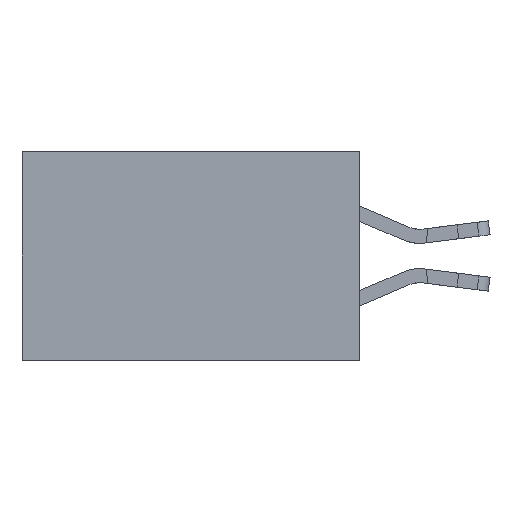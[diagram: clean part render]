
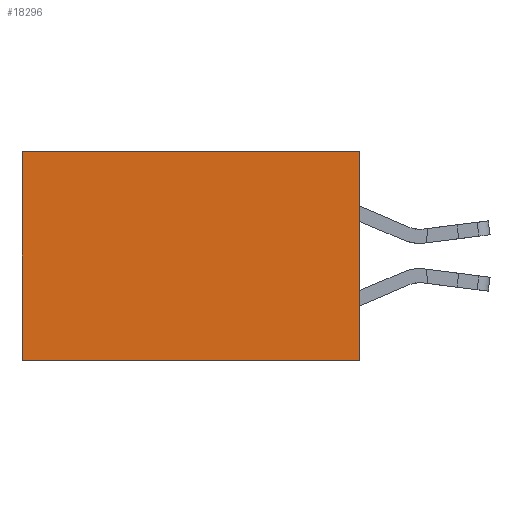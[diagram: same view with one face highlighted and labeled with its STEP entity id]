
A CAD part, left-side view. The second image highlights one B-rep face of the part: STEP entity #18296.
In plain terms, the highlighted planar face has unit normal (-1, 0, 0).
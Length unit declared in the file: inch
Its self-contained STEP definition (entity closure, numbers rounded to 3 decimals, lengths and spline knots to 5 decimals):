
#898 = CARTESIAN_POINT ( 'NONE',  ( 0.2875, 0., 0. ) ) ;
#2151 = EDGE_CURVE ( 'NONE', #28097, #9186, #19078, .T. ) ;
#4753 = EDGE_CURVE ( 'NONE', #28097, #29683, #18490, .T. ) ;
#5275 = VECTOR ( 'NONE', #14322, 39.37008 ) ;
#5938 = EDGE_CURVE ( 'NONE', #9186, #8970, #9667, .T. ) ;
#6413 = DIRECTION ( 'NONE',  ( 0., 1., 0. ) ) ;
#7752 = CARTESIAN_POINT ( 'NONE',  ( 0.2875, 0., 0. ) ) ;
#7885 = AXIS2_PLACEMENT_3D ( 'NONE', #8757, #27214, #11448 ) ;
#8085 = CARTESIAN_POINT ( 'NONE',  ( 0.2875, 0.6, -0.37 ) ) ;
#8757 = CARTESIAN_POINT ( 'NONE',  ( 0.2875, 0., 0. ) ) ;
#8814 = VECTOR ( 'NONE', #29943, 39.37008 ) ;
#8970 = VERTEX_POINT ( 'NONE', #8085 ) ;
#9186 = VERTEX_POINT ( 'NONE', #11579 ) ;
#9667 = LINE ( 'NONE', #32597, #8814 ) ;
#10244 = ORIENTED_EDGE ( 'NONE', *, *, #5938, .F. ) ;
#11437 = VECTOR ( 'NONE', #6413, 39.37008 ) ;
#11448 = DIRECTION ( 'NONE',  ( 0., 0., -1. ) ) ;
#11579 = CARTESIAN_POINT ( 'NONE',  ( 0.2875, 0., -0.37 ) ) ;
#11645 = CARTESIAN_POINT ( 'NONE',  ( 0.2875, 0.6, 0. ) ) ;
#14322 = DIRECTION ( 'NONE',  ( 0., 0., -1. ) ) ;
#18240 = VECTOR ( 'NONE', #26469, 39.37008 ) ;
#18296 = ADVANCED_FACE ( 'NONE', ( #33753 ), #24587, .F. ) ;
#18482 = CARTESIAN_POINT ( 'NONE',  ( 0.2875, 0., 0. ) ) ;
#18490 = LINE ( 'NONE', #898, #11437 ) ;
#18932 = EDGE_CURVE ( 'NONE', #29683, #8970, #26390, .T. ) ;
#18972 = EDGE_LOOP ( 'NONE', ( #26830, #10244, #20539, #25781 ) ) ;
#19078 = LINE ( 'NONE', #7752, #18240 ) ;
#20539 = ORIENTED_EDGE ( 'NONE', *, *, #2151, .F. ) ;
#24587 = PLANE ( 'NONE',  #7885 ) ;
#25781 = ORIENTED_EDGE ( 'NONE', *, *, #4753, .T. ) ;
#26390 = LINE ( 'NONE', #11645, #5275 ) ;
#26469 = DIRECTION ( 'NONE',  ( 0., 0., -1. ) ) ;
#26830 = ORIENTED_EDGE ( 'NONE', *, *, #18932, .T. ) ;
#27214 = DIRECTION ( 'NONE',  ( 1., 0., 0. ) ) ;
#28097 = VERTEX_POINT ( 'NONE', #18482 ) ;
#29683 = VERTEX_POINT ( 'NONE', #29790 ) ;
#29790 = CARTESIAN_POINT ( 'NONE',  ( 0.2875, 0.6, 0. ) ) ;
#29943 = DIRECTION ( 'NONE',  ( 0., 1., 0. ) ) ;
#32597 = CARTESIAN_POINT ( 'NONE',  ( 0.2875, 0., -0.37 ) ) ;
#33753 = FACE_OUTER_BOUND ( 'NONE', #18972, .T. ) ;
